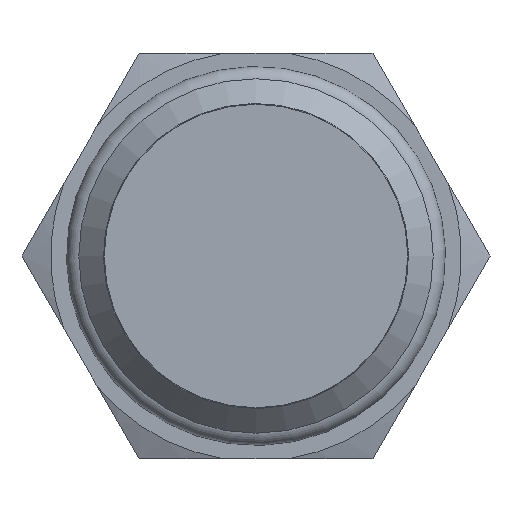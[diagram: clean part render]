
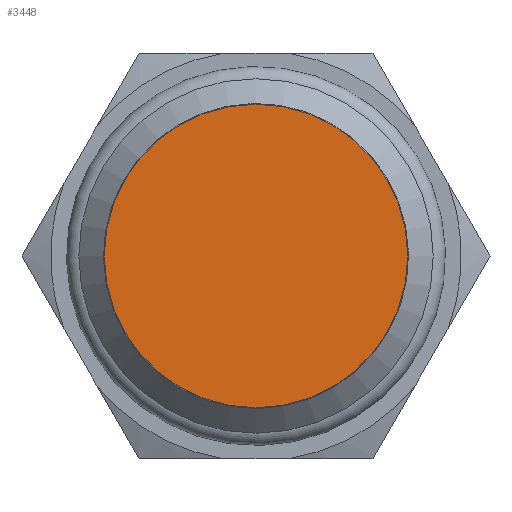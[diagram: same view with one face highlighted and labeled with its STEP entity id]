
A CAD part, left-side view. The second image highlights one B-rep face of the part: STEP entity #3448.
In plain terms, the highlighted planar face has unit normal (-1, 0, 0).
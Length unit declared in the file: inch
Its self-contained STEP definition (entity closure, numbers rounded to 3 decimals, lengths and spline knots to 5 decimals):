
#3432=CARTESIAN_POINT('',(-1.75,0.28075,0.0));
#3433=DIRECTION('',(-1.0,0.0,0.0));
#3434=DIRECTION('',(0.0,0.0,1.0));
#3435=AXIS2_PLACEMENT_3D('',#3432,#3433,#3434);
#3436=PLANE('',#3435);
#3437=CARTESIAN_POINT('',(-1.75,0.5615,0.0));
#3438=VERTEX_POINT('',#3437);
#3439=CARTESIAN_POINT('',(-1.75,0.0,0.0));
#3440=DIRECTION('',(1.0,0.0,0.0));
#3441=DIRECTION('',(0.0,1.0,0.0));
#3442=AXIS2_PLACEMENT_3D('',#3439,#3440,#3441);
#3443=CIRCLE('',#3442,0.5615);
#3444=EDGE_CURVE('',#3438,#3438,#3443,.T.);
#3445=ORIENTED_EDGE('',*,*,#3444,.F.);
#3446=EDGE_LOOP('',(#3445));
#3447=FACE_OUTER_BOUND('',#3446,.T.);
#3448=ADVANCED_FACE('',(#3447),#3436,.T.);
